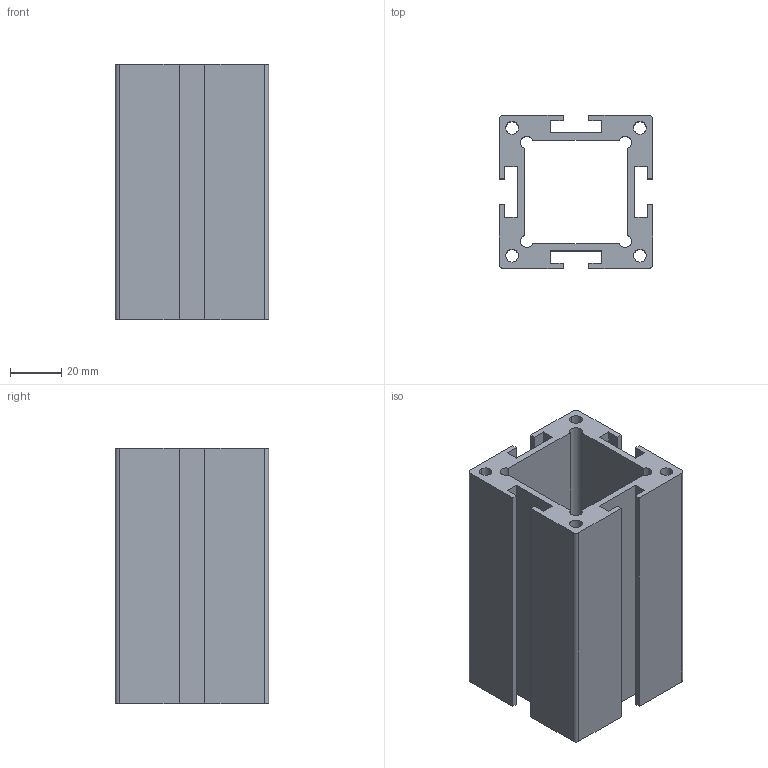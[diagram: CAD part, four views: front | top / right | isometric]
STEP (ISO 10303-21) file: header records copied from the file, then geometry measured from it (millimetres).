
FILE_DESCRIPTION(('Creo Elements/Direct Modeling STEP Export'),'2;1');
FILE_NAME('44.0016_Quadratprofil-MMS-44_60x60mm.stp','2022-03-21T 8:56:05',(''),(''),'PTC Creo Elements/Direct Modeling STEP processor for AP214 (Solid Model)','PTC Creo Elements/Direct Modeling 19.0C 15-Aug-2015 (C) Parametric Technology GmbH','');
FILE_SCHEMA(('AUTOMOTIVE_DESIGN { 1 0 10303 214 1 1 1 1 }'));
Length unit declared in the file: millimetre
Products named in the file (2): Quadratprofil-MMS-44_60x60mm_44.0016_PX171806
Assembly tree (1 placements, depth 2):
  Quadratprofil-MMS-44_60x60mm_44.0016_PX171806
    Quadratprofil-MMS-44_60x60mm_44.0016_PX171806
Bounding box: 60 x 60 x 100 mm (x, y, z)
Volume: 136356.1 mm3; surface area: 63791.9 mm2
Topology: 1 solids, 1 shells, 58 faces, 171 edges, 115 vertices
Faces by surface type: plane 42, cylinder 16
Entity records: 1944 total; most frequent: ORIENTED_EDGE 342, CARTESIAN_POINT 335, DIRECTION 304, EDGE_CURVE 171, VECTOR 136, LINE 136, VERTEX_POINT 115, AXIS2_PLACEMENT_3D 84
